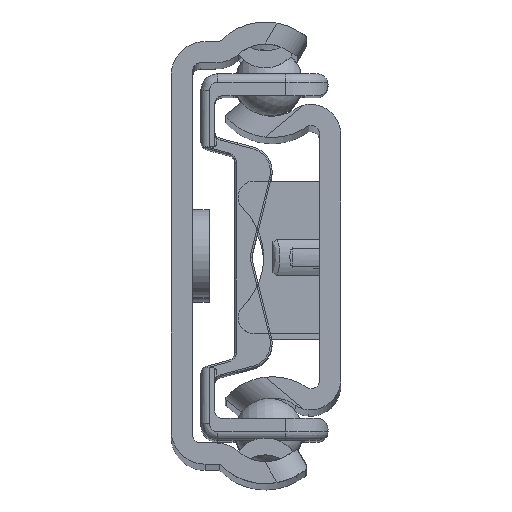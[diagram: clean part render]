
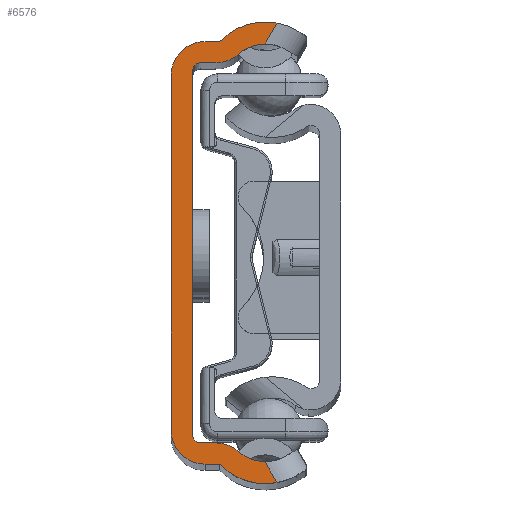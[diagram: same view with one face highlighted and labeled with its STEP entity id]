
A CAD part, top view. The second image highlights one B-rep face of the part: STEP entity #6576.
In plain terms, the highlighted planar face has unit normal (0, 0, 1).
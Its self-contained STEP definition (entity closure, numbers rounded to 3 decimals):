
#553=FACE_OUTER_BOUND('',#925,.T.);
#925=EDGE_LOOP('',(#4675,#4676,#4677,#4678,#4679,#4680,#4681,#4682,#4683,
#4684,#4685,#4686,#4687,#4688,#4689,#4690,#4691,#4692,#4693,#4694));
#1369=CIRCLE('',#7074,0.5);
#1371=CIRCLE('',#7077,2.);
#1373=CIRCLE('',#7082,2.);
#1376=CIRCLE('',#7088,2.4);
#1379=CIRCLE('',#7096,0.5);
#1381=CIRCLE('',#7100,2.);
#1383=CIRCLE('',#7103,2.4);
#1385=CIRCLE('',#7109,3.7);
#1386=CIRCLE('',#7111,0.1);
#1391=CIRCLE('',#7125,2.);
#1392=CIRCLE('',#7126,0.1);
#1393=CIRCLE('',#7127,3.7);
#1702=LINE('',#9779,#2135);
#1756=LINE('',#10060,#2189);
#1760=LINE('',#10067,#2193);
#1772=LINE('',#10141,#2205);
#1782=LINE('',#10193,#2215);
#1791=LINE('',#10240,#2224);
#1792=LINE('',#10243,#2225);
#1793=LINE('',#10249,#2226);
#2135=VECTOR('',#7834,10.);
#2189=VECTOR('',#8158,10.);
#2193=VECTOR('',#8164,10.);
#2205=VECTOR('',#8214,10.);
#2215=VECTOR('',#8252,10.);
#2224=VECTOR('',#8283,10.);
#2225=VECTOR('',#8286,10.);
#2226=VECTOR('',#8293,10.);
#2589=VERTEX_POINT('',#9776);
#2590=VERTEX_POINT('',#9778);
#2675=VERTEX_POINT('',#10041);
#2678=VERTEX_POINT('',#10046);
#2680=VERTEX_POINT('',#10052);
#2681=VERTEX_POINT('',#10056);
#2684=VERTEX_POINT('',#10065);
#2686=VERTEX_POINT('',#10072);
#2689=VERTEX_POINT('',#10091);
#2694=VERTEX_POINT('',#10129);
#2696=VERTEX_POINT('',#10132);
#2698=VERTEX_POINT('',#10138);
#2700=VERTEX_POINT('',#10144);
#2701=VERTEX_POINT('',#10149);
#2705=VERTEX_POINT('',#10177);
#2706=VERTEX_POINT('',#10179);
#2707=VERTEX_POINT('',#10188);
#2717=VERTEX_POINT('',#10242);
#2718=VERTEX_POINT('',#10245);
#2719=VERTEX_POINT('',#10247);
#3238=EDGE_CURVE('',#2589,#2590,#1702,.T.);
#3375=EDGE_CURVE('',#2678,#2675,#1369,.T.);
#3378=EDGE_CURVE('',#2680,#2589,#1371,.T.);
#3381=EDGE_CURVE('',#2675,#2681,#1756,.T.);
#3385=EDGE_CURVE('',#2684,#2680,#1760,.T.);
#3388=EDGE_CURVE('',#2681,#2686,#1373,.T.);
#3394=EDGE_CURVE('',#2686,#2689,#1376,.T.);
#3406=EDGE_CURVE('',#2694,#2696,#1379,.T.);
#3410=EDGE_CURVE('',#2698,#2694,#1772,.T.);
#3413=EDGE_CURVE('',#2700,#2698,#1381,.T.);
#3416=EDGE_CURVE('',#2701,#2700,#1383,.T.);
#3424=EDGE_CURVE('',#2705,#2706,#1385,.T.);
#3427=EDGE_CURVE('',#2707,#2705,#1386,.T.);
#3429=EDGE_CURVE('',#2696,#2678,#1782,.T.);
#3445=EDGE_CURVE('',#2706,#2701,#1791,.T.);
#3446=EDGE_CURVE('',#2717,#2707,#1792,.T.);
#3447=EDGE_CURVE('',#2590,#2717,#1391,.T.);
#3448=EDGE_CURVE('',#2718,#2684,#1392,.T.);
#3449=EDGE_CURVE('',#2719,#2718,#1393,.T.);
#3450=EDGE_CURVE('',#2689,#2719,#1793,.T.);
#4675=ORIENTED_EDGE('',*,*,#3445,.F.);
#4676=ORIENTED_EDGE('',*,*,#3424,.F.);
#4677=ORIENTED_EDGE('',*,*,#3427,.F.);
#4678=ORIENTED_EDGE('',*,*,#3446,.F.);
#4679=ORIENTED_EDGE('',*,*,#3447,.F.);
#4680=ORIENTED_EDGE('',*,*,#3238,.F.);
#4681=ORIENTED_EDGE('',*,*,#3378,.F.);
#4682=ORIENTED_EDGE('',*,*,#3385,.F.);
#4683=ORIENTED_EDGE('',*,*,#3448,.F.);
#4684=ORIENTED_EDGE('',*,*,#3449,.F.);
#4685=ORIENTED_EDGE('',*,*,#3450,.F.);
#4686=ORIENTED_EDGE('',*,*,#3394,.F.);
#4687=ORIENTED_EDGE('',*,*,#3388,.F.);
#4688=ORIENTED_EDGE('',*,*,#3381,.F.);
#4689=ORIENTED_EDGE('',*,*,#3375,.F.);
#4690=ORIENTED_EDGE('',*,*,#3429,.F.);
#4691=ORIENTED_EDGE('',*,*,#3406,.F.);
#4692=ORIENTED_EDGE('',*,*,#3410,.F.);
#4693=ORIENTED_EDGE('',*,*,#3413,.F.);
#4694=ORIENTED_EDGE('',*,*,#3416,.F.);
#6042=PLANE('',#7124);
#6576=ADVANCED_FACE('',(#553),#6042,.T.);
#7074=AXIS2_PLACEMENT_3D('',#10048,#8145,#8146);
#7077=AXIS2_PLACEMENT_3D('',#10054,#8152,#8153);
#7082=AXIS2_PLACEMENT_3D('',#10073,#8170,#8171);
#7088=AXIS2_PLACEMENT_3D('',#10092,#8184,#8185);
#7096=AXIS2_PLACEMENT_3D('',#10133,#8206,#8207);
#7100=AXIS2_PLACEMENT_3D('',#10146,#8219,#8220);
#7103=AXIS2_PLACEMENT_3D('',#10158,#8225,#8226);
#7109=AXIS2_PLACEMENT_3D('',#10180,#8242,#8243);
#7111=AXIS2_PLACEMENT_3D('',#10190,#8247,#8248);
#7124=AXIS2_PLACEMENT_3D('',#10241,#8284,#8285);
#7125=AXIS2_PLACEMENT_3D('',#10244,#8287,#8288);
#7126=AXIS2_PLACEMENT_3D('',#10246,#8289,#8290);
#7127=AXIS2_PLACEMENT_3D('',#10248,#8291,#8292);
#7834=DIRECTION('',(0.,1.,0.));
#8145=DIRECTION('center_axis',(0.,0.,1.));
#8146=DIRECTION('ref_axis',(-1.,0.,0.));
#8152=DIRECTION('center_axis',(0.,0.,-1.));
#8153=DIRECTION('ref_axis',(1.,0.,0.));
#8158=DIRECTION('',(1.,0.,0.));
#8164=DIRECTION('',(-1.,0.,0.));
#8170=DIRECTION('center_axis',(0.,0.,-1.));
#8171=DIRECTION('ref_axis',(-0.661,-0.75,0.));
#8184=DIRECTION('center_axis',(0.,0.,1.));
#8185=DIRECTION('ref_axis',(-0.661,-0.75,0.));
#8206=DIRECTION('center_axis',(0.,0.,1.));
#8207=DIRECTION('ref_axis',(0.,1.,0.));
#8214=DIRECTION('',(-1.,0.,0.));
#8219=DIRECTION('center_axis',(0.,0.,-1.));
#8220=DIRECTION('ref_axis',(0.,1.,0.));
#8225=DIRECTION('center_axis',(0.,0.,1.));
#8226=DIRECTION('ref_axis',(0.5,0.866,0.));
#8242=DIRECTION('center_axis',(0.,0.,-1.));
#8243=DIRECTION('ref_axis',(-0.5,-0.866,0.));
#8247=DIRECTION('center_axis',(0.,0.,1.));
#8248=DIRECTION('ref_axis',(0.,-1.,0.));
#8252=DIRECTION('',(0.,-1.,0.));
#8283=DIRECTION('',(-0.5,-0.866,0.));
#8284=DIRECTION('center_axis',(0.,0.,1.));
#8285=DIRECTION('ref_axis',(1.,0.,0.));
#8286=DIRECTION('',(1.,0.,0.));
#8287=DIRECTION('center_axis',(0.,0.,-1.));
#8288=DIRECTION('ref_axis',(0.,-1.,0.));
#8289=DIRECTION('center_axis',(0.,0.,1.));
#8290=DIRECTION('ref_axis',(0.717,0.697,0.));
#8291=DIRECTION('center_axis',(0.,0.,-1.));
#8292=DIRECTION('ref_axis',(0.717,0.697,0.));
#8293=DIRECTION('',(0.5,-0.866,0.));
#9776=CARTESIAN_POINT('',(-5.55,-10.45,107.));
#9778=CARTESIAN_POINT('',(-5.55,10.45,107.));
#9779=CARTESIAN_POINT('',(-5.55,-10.45,107.));
#10041=CARTESIAN_POINT('',(-3.8,-11.2,107.));
#10046=CARTESIAN_POINT('',(-4.3,-10.7,107.));
#10048=CARTESIAN_POINT('Origin',(-3.8,-10.7,107.));
#10052=CARTESIAN_POINT('',(-3.55,-12.45,107.));
#10054=CARTESIAN_POINT('Origin',(-3.55,-10.45,107.));
#10056=CARTESIAN_POINT('',(-2.91,-11.2,107.));
#10060=CARTESIAN_POINT('',(-3.8,-11.2,107.));
#10065=CARTESIAN_POINT('',(-2.724,-12.45,107.));
#10067=CARTESIAN_POINT('',(-2.724,-12.45,107.));
#10072=CARTESIAN_POINT('',(-1.587,-11.7,107.));
#10073=CARTESIAN_POINT('Origin',(-2.91,-13.2,107.));
#10091=CARTESIAN_POINT('',(-0.026,-12.3,107.));
#10092=CARTESIAN_POINT('Origin',(0.,-9.9,107.));
#10129=CARTESIAN_POINT('',(-3.8,11.2,107.));
#10132=CARTESIAN_POINT('',(-4.3,10.7,107.));
#10133=CARTESIAN_POINT('Origin',(-3.8,10.7,107.));
#10138=CARTESIAN_POINT('',(-2.91,11.2,107.));
#10141=CARTESIAN_POINT('',(-2.91,11.2,107.));
#10144=CARTESIAN_POINT('',(-1.587,11.7,107.));
#10146=CARTESIAN_POINT('Origin',(-2.91,13.2,107.));
#10149=CARTESIAN_POINT('',(-0.026,12.3,107.));
#10158=CARTESIAN_POINT('Origin',(0.,9.9,107.));
#10177=CARTESIAN_POINT('',(-2.652,12.48,107.));
#10179=CARTESIAN_POINT('',(0.687,13.536,107.));
#10180=CARTESIAN_POINT('Origin',(0.,9.9,107.));
#10188=CARTESIAN_POINT('',(-2.724,12.45,107.));
#10190=CARTESIAN_POINT('Origin',(-2.724,12.55,107.));
#10193=CARTESIAN_POINT('',(-4.3,10.7,107.));
#10240=CARTESIAN_POINT('',(-2.74,7.599,107.));
#10241=CARTESIAN_POINT('Origin',(-3.303,0.,
107.));
#10242=CARTESIAN_POINT('',(-3.55,12.45,107.));
#10243=CARTESIAN_POINT('',(-3.55,12.45,107.));
#10244=CARTESIAN_POINT('Origin',(-3.55,10.45,107.));
#10245=CARTESIAN_POINT('',(-2.652,-12.48,107.));
#10246=CARTESIAN_POINT('Origin',(-2.724,-12.55,107.));
#10247=CARTESIAN_POINT('',(0.687,-13.536,107.));
#10248=CARTESIAN_POINT('Origin',(0.,-9.9,107.));
#10249=CARTESIAN_POINT('',(-3.015,-7.123,107.));
